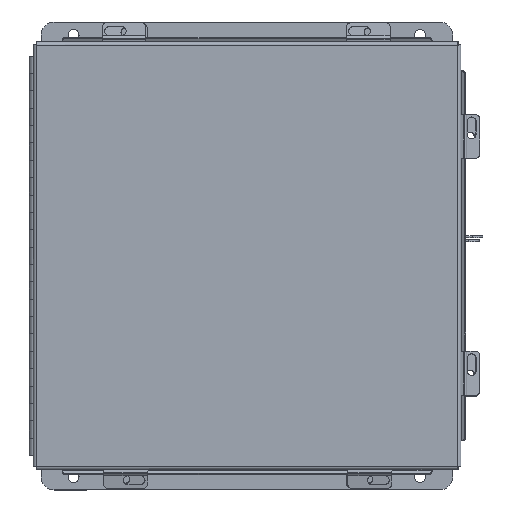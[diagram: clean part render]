
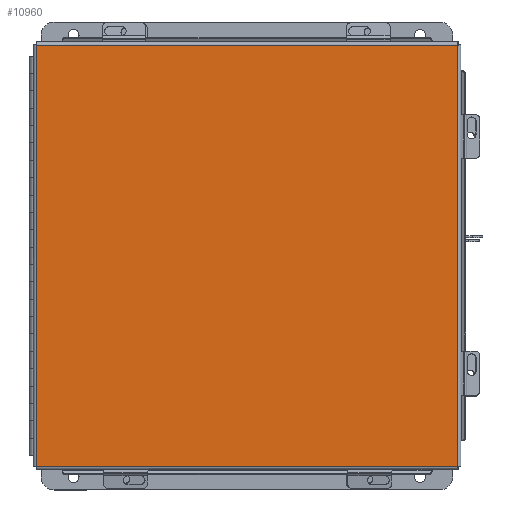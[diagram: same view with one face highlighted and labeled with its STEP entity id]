
A CAD part, top view. The second image highlights one B-rep face of the part: STEP entity #10960.
In plain terms, the highlighted face is planar.
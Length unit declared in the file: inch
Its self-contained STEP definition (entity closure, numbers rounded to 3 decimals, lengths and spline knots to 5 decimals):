
#537 = VERTEX_POINT ( 'NONE', #6584 ) ;
#1048 = FACE_OUTER_BOUND ( 'NONE', #4740, .T. ) ;
#2261 = DIRECTION ( 'NONE',  ( 0., 0., -1. ) ) ;
#2346 = CARTESIAN_POINT ( 'NONE',  ( 6.06855, 6.06855, -0.0747 ) ) ;
#2938 = LINE ( 'NONE', #4183, #9806 ) ;
#3443 = LINE ( 'NONE', #6406, #3868 ) ;
#3868 = VECTOR ( 'NONE', #16056, 39.37008 ) ;
#4183 = CARTESIAN_POINT ( 'NONE',  ( 6.07448, -6.06855, -0.0747 ) ) ;
#4514 = EDGE_CURVE ( 'NONE', #8963, #537, #5001, .T. ) ;
#4740 = EDGE_LOOP ( 'NONE', ( #17323, #11784, #11223, #8717 ) ) ;
#5001 = LINE ( 'NONE', #6429, #8192 ) ;
#5131 = EDGE_CURVE ( 'NONE', #16314, #16937, #17804, .T. ) ;
#6406 = CARTESIAN_POINT ( 'NONE',  ( -6.07448, 6.06855, -0.0747 ) ) ;
#6429 = CARTESIAN_POINT ( 'NONE',  ( -6.06855, -6.07448, -0.0747 ) ) ;
#6469 = AXIS2_PLACEMENT_3D ( 'NONE', #10511, #2261, #11900 ) ;
#6570 = CARTESIAN_POINT ( 'NONE',  ( 6.06855, 6.07448, -0.0747 ) ) ;
#6584 = CARTESIAN_POINT ( 'NONE',  ( -6.06855, 6.06855, -0.0747 ) ) ;
#7712 = PLANE ( 'NONE',  #6469 ) ;
#8192 = VECTOR ( 'NONE', #8802, 39.37008 ) ;
#8717 = ORIENTED_EDGE ( 'NONE', *, *, #4514, .T. ) ;
#8780 = EDGE_CURVE ( 'NONE', #537, #16314, #3443, .T. ) ;
#8802 = DIRECTION ( 'NONE',  ( 0., 1., 0. ) ) ;
#8963 = VERTEX_POINT ( 'NONE', #12280 ) ;
#9806 = VECTOR ( 'NONE', #11056, 39.37008 ) ;
#10511 = CARTESIAN_POINT ( 'NONE',  ( 0., 0., -0.0747 ) ) ;
#10960 = ADVANCED_FACE ( 'NONE', ( #1048 ), #7712, .T. ) ;
#11056 = DIRECTION ( 'NONE',  ( -1., 0., 0. ) ) ;
#11223 = ORIENTED_EDGE ( 'NONE', *, *, #12994, .T. ) ;
#11784 = ORIENTED_EDGE ( 'NONE', *, *, #5131, .T. ) ;
#11900 = DIRECTION ( 'NONE',  ( -1., 0., 0. ) ) ;
#12280 = CARTESIAN_POINT ( 'NONE',  ( -6.06855, -6.06855, -0.0747 ) ) ;
#12994 = EDGE_CURVE ( 'NONE', #16937, #8963, #2938, .T. ) ;
#13521 = DIRECTION ( 'NONE',  ( 0., -1., 0. ) ) ;
#14166 = VECTOR ( 'NONE', #13521, 39.37008 ) ;
#16056 = DIRECTION ( 'NONE',  ( 1., 0., 0. ) ) ;
#16314 = VERTEX_POINT ( 'NONE', #2346 ) ;
#16400 = CARTESIAN_POINT ( 'NONE',  ( 6.06855, -6.06855, -0.0747 ) ) ;
#16937 = VERTEX_POINT ( 'NONE', #16400 ) ;
#17323 = ORIENTED_EDGE ( 'NONE', *, *, #8780, .T. ) ;
#17804 = LINE ( 'NONE', #6570, #14166 ) ;
